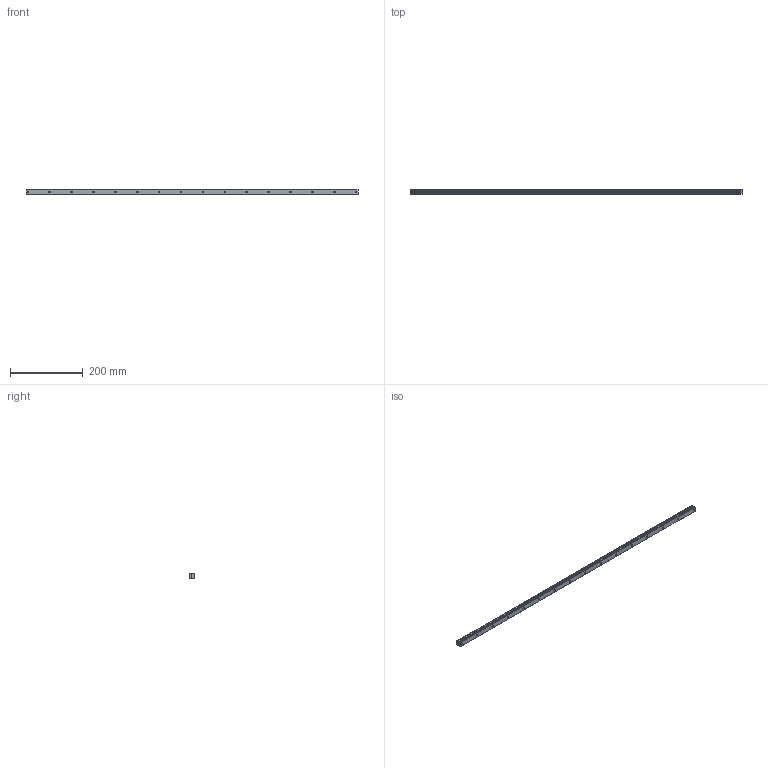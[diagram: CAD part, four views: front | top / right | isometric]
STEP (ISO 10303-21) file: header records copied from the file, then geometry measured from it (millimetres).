
FILE_DESCRIPTION (( 'STEP AP214' ), '1' );
FILE_NAME ('SHS15 910L G5.STEP', '2021-05-25T10:51:14', ( '' ), ( '' ), 'SwSTEP 2.0', 'SolidWorks 2021', '' );
FILE_SCHEMA (( 'AUTOMOTIVE_DESIGN' ));
Length unit declared in the file: millimetre
Products named in the file (2): _SHS15C9105 Track; SHS15 910L G5
Assembly tree (1 placements, depth 2):
  SHS15 910L G5
    _SHS15C9105 Track
Bounding box: 910 x 13 x 15 mm (x, y, z)
Volume: 146868.7 mm3; surface area: 55068.2 mm2
Topology: 1 solids, 1 shells, 125 faces, 321 edges, 214 vertices
Faces by surface type: cylinder 87, plane 38
Entity records: 4019 total; most frequent: DIRECTION 753, CARTESIAN_POINT 664, ORIENTED_EDGE 642, EDGE_CURVE 321, AXIS2_PLACEMENT_3D 303, VERTEX_POINT 214, CIRCLE 174, EDGE_LOOP 173
